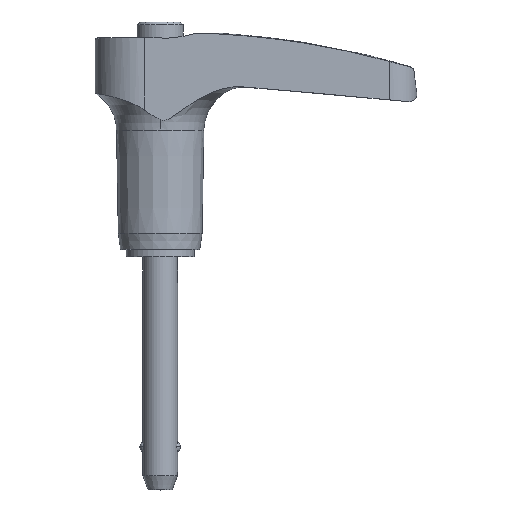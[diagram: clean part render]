
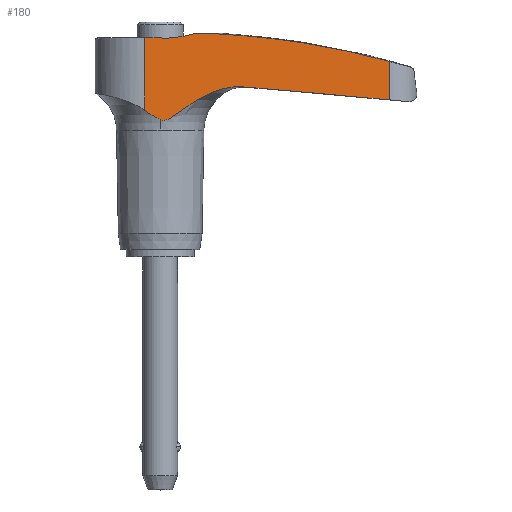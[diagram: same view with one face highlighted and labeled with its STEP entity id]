
A CAD part, top view. The second image highlights one B-rep face of the part: STEP entity #180.
In plain terms, the highlighted planar face has unit normal (0.068, 0, 0.998).
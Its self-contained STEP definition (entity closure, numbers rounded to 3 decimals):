
#180=ADVANCED_FACE('',(#369),#370,.T.);
#369=FACE_OUTER_BOUND('',#561,.T.);
#370=PLANE('',#562);
#561=EDGE_LOOP('',(#1029,#1030,#1031,#1032,#1033,#1034,#1035,#1036,#1037));
#562=AXIS2_PLACEMENT_3D('',#1038,#1039,#1040);
#1029=ORIENTED_EDGE('',*,*,#1302,.T.);
#1030=ORIENTED_EDGE('',*,*,#1259,.F.);
#1031=ORIENTED_EDGE('',*,*,#1175,.T.);
#1032=ORIENTED_EDGE('',*,*,#1169,.T.);
#1033=ORIENTED_EDGE('',*,*,#1250,.T.);
#1034=ORIENTED_EDGE('',*,*,#1201,.T.);
#1035=ORIENTED_EDGE('',*,*,#1341,.T.);
#1036=ORIENTED_EDGE('',*,*,#1342,.T.);
#1037=ORIENTED_EDGE('',*,*,#1273,.T.);
#1038=CARTESIAN_POINT('',(14.654,0.0,5.195));
#1039=DIRECTION('',(0.068,0.,0.998));
#1040=DIRECTION('',(0.998,0.,-0.068));
#1169=EDGE_CURVE('',#1398,#1399,#1400,.T.);
#1175=EDGE_CURVE('',#1409,#1398,#1410,.T.);
#1201=EDGE_CURVE('',#1459,#1457,#1460,.T.);
#1250=EDGE_CURVE('',#1399,#1459,#1534,.T.);
#1259=EDGE_CURVE('',#1409,#1542,#1545,.T.);
#1273=EDGE_CURVE('',#1564,#1565,#1566,.T.);
#1302=EDGE_CURVE('',#1565,#1542,#1606,.T.);
#1341=EDGE_CURVE('',#1457,#1650,#1651,.T.);
#1342=EDGE_CURVE('',#1650,#1564,#1652,.T.);
#1398=VERTEX_POINT('',#1741);
#1399=VERTEX_POINT('',#1742);
#1400=LINE('',#1743,#1744);
#1409=VERTEX_POINT('',#1753);
#1410=B_SPLINE_CURVE_WITH_KNOTS('',3,(#1754,#1755,#1756,#1757,#1758,#1759,#1760,#1761,#1762,#1763,#1764,#1765),.UNSPECIFIED.,.F.,.F.,(4,2,2,2,2,4),(35.54,36.518,37.569,38.261,38.753,38.998),.UNSPECIFIED.);
#1457=VERTEX_POINT('',#2001);
#1459=VERTEX_POINT('',#2014);
#1460=(B_SPLINE_CURVE(2,(#2016,#2017,#2018),.UNSPECIFIED.,.F.,.F.)B_SPLINE_CURVE_WITH_KNOTS((3,3),(0.0,63.151),.UNSPECIFIED.)RATIONAL_B_SPLINE_CURVE((1.0,5.195,1.0))BOUNDED_CURVE()REPRESENTATION_ITEM('')GEOMETRIC_REPRESENTATION_ITEM()CURVE());
#1534=B_SPLINE_CURVE_WITH_KNOTS('',3,(#2400,#2401,#2402,#2403,#2404,#2405,#2406,#2407,#2408,#2409,#2410,#2411,#2412,#2413,#2414,#2415,#2416,#2417,#2418,#2419,#2420,#2421,#2422,#2423,#2424,#2425,#2426,#2427,#2428,#2429,#2430,#2431,#2432,#2433),.UNSPECIFIED.,.F.,.F.,(4,2,2,2,2,2,2,2,2,2,2,2,2,2,2,2,4),(40.115,40.363,40.612,40.86,41.108,41.605,42.312,43.397,44.407,45.813,47.219,48.575,49.253,49.932,51.094,52.257,53.447),.UNSPECIFIED.);
#1542=VERTEX_POINT('',#2480);
#1545=LINE('',#2504,#2505);
#1564=VERTEX_POINT('',#2560);
#1565=VERTEX_POINT('',#2561);
#1566=CIRCLE('',#2562,14.625);
#1606=LINE('',#2735,#2736);
#1650=VERTEX_POINT('',#2912);
#1651=LINE('',#2913,#2914);
#1652=B_SPLINE_CURVE_WITH_KNOTS('',3,(#2915,#2916,#2917,#2918,#2919,#2920,#2921,#2922,#2923,#2924,#2925,#2926,#2927,#2928,#2929,#2930),.UNSPECIFIED.,.F.,.F.,(4,2,2,2,2,2,2,4),(301.19,307.013,312.836,318.66,324.483,330.306,336.129,341.952),.UNSPECIFIED.);
#1741=CARTESIAN_POINT('',(0.,18.892,6.19));
#1742=CARTESIAN_POINT('',(0.,18.821,6.19));
#1743=CARTESIAN_POINT('',(0.0,12.338,6.19));
#1744=VECTOR('',#2999,1.0);
#1753=CARTESIAN_POINT('',(-2.143,20.158,6.335));
#1754=CARTESIAN_POINT('',(-2.967,20.742,6.391));
#1755=CARTESIAN_POINT('',(-2.699,20.557,6.373));
#1756=CARTESIAN_POINT('',(-2.381,20.329,6.352));
#1757=CARTESIAN_POINT('',(-1.833,19.935,6.314));
#1758=CARTESIAN_POINT('',(-1.492,19.69,6.291));
#1759=CARTESIAN_POINT('',(-1.008,19.37,6.258));
#1760=CARTESIAN_POINT('',(-0.773,19.224,6.242));
#1761=CARTESIAN_POINT('',(-0.423,19.043,6.219));
#1762=CARTESIAN_POINT('',(-0.259,18.969,6.208));
#1763=CARTESIAN_POINT('',(-0.005,18.891,6.19));
#1764=CARTESIAN_POINT('',(0.081,18.871,6.184));
#1765=CARTESIAN_POINT('',(0.166,18.857,6.179));
#2001=CARTESIAN_POINT('',(31.451,21.561,4.055));
#2014=CARTESIAN_POINT('',(11.406,23.339,5.416));
#2016=CARTESIAN_POINT('',(-30.992,21.526,8.294));
#2017=CARTESIAN_POINT('',(0.418,24.405,6.162));
#2018=CARTESIAN_POINT('',(31.829,21.526,4.029));
#2400=CARTESIAN_POINT('',(-0.095,18.848,6.196));
#2401=CARTESIAN_POINT('',(-0.009,18.821,6.191));
#2402=CARTESIAN_POINT('',(0.078,18.8,6.185));
#2403=CARTESIAN_POINT('',(0.25,18.772,6.173));
#2404=CARTESIAN_POINT('',(0.336,18.765,6.167));
#2405=CARTESIAN_POINT('',(0.501,18.765,6.156));
#2406=CARTESIAN_POINT('',(0.587,18.772,6.15));
#2407=CARTESIAN_POINT('',(0.759,18.8,6.138));
#2408=CARTESIAN_POINT('',(0.846,18.821,6.132));
#2409=CARTESIAN_POINT('',(1.102,18.902,6.115));
#2410=CARTESIAN_POINT('',(1.267,18.978,6.104));
#2411=CARTESIAN_POINT('',(1.621,19.165,6.08));
#2412=CARTESIAN_POINT('',(1.859,19.317,6.064));
#2413=CARTESIAN_POINT('',(2.353,19.652,6.03));
#2414=CARTESIAN_POINT('',(2.701,19.909,6.007));
#2415=CARTESIAN_POINT('',(3.263,20.322,5.968));
#2416=CARTESIAN_POINT('',(3.589,20.561,5.946));
#2417=CARTESIAN_POINT('',(4.246,21.025,5.902));
#2418=CARTESIAN_POINT('',(4.672,21.313,5.873));
#2419=CARTESIAN_POINT('',(5.55,21.848,5.813));
#2420=CARTESIAN_POINT('',(6.,22.094,5.783));
#2421=CARTESIAN_POINT('',(6.828,22.493,5.726));
#2422=CARTESIAN_POINT('',(7.285,22.686,5.695));
#2423=CARTESIAN_POINT('',(7.987,22.925,5.648));
#2424=CARTESIAN_POINT('',(8.224,22.996,5.632));
#2425=CARTESIAN_POINT('',(8.692,23.119,5.6));
#2426=CARTESIAN_POINT('',(8.922,23.171,5.584));
#2427=CARTESIAN_POINT('',(9.524,23.284,5.543));
#2428=CARTESIAN_POINT('',(9.945,23.337,5.515));
#2429=CARTESIAN_POINT('',(10.791,23.376,5.457));
#2430=CARTESIAN_POINT('',(11.215,23.362,5.429));
#2431=CARTESIAN_POINT('',(11.993,23.278,5.376));
#2432=CARTESIAN_POINT('',(12.421,23.2,5.347));
#2433=CARTESIAN_POINT('',(12.836,23.081,5.318));
#2480=CARTESIAN_POINT('',(-2.143,30.09,6.335));
#2504=CARTESIAN_POINT('',(-2.143,0.0,6.335));
#2505=VECTOR('',#3101,1.0);
#2560=CARTESIAN_POINT('',(4.934,30.74,5.855));
#2561=CARTESIAN_POINT('',(-0.991,30.09,6.257));
#2562=AXIS2_PLACEMENT_3D('',#3119,#3120,#3121);
#2735=CARTESIAN_POINT('',(7.787,30.09,5.661));
#2736=VECTOR('',#3152,1.0);
#2912=CARTESIAN_POINT('',(31.451,26.858,4.055));
#2913=CARTESIAN_POINT('',(31.451,0.0,4.055));
#2914=VECTOR('',#3188,1.0);
#2915=CARTESIAN_POINT('',(37.043,25.188,3.675));
#2916=CARTESIAN_POINT('',(35.079,25.83,3.808));
#2917=CARTESIAN_POINT('',(33.077,26.425,3.944));
#2918=CARTESIAN_POINT('',(29.022,27.506,4.22));
#2919=CARTESIAN_POINT('',(26.97,27.992,4.359));
#2920=CARTESIAN_POINT('',(22.84,28.848,4.639));
#2921=CARTESIAN_POINT('',(20.761,29.217,4.78));
#2922=CARTESIAN_POINT('',(16.607,29.837,5.062));
#2923=CARTESIAN_POINT('',(14.531,30.087,5.203));
#2924=CARTESIAN_POINT('',(10.411,30.471,5.483));
#2925=CARTESIAN_POINT('',(8.366,30.605,5.622));
#2926=CARTESIAN_POINT('',(4.338,30.773,5.895));
#2927=CARTESIAN_POINT('',(2.355,30.807,6.03));
#2928=CARTESIAN_POINT('',(-1.518,30.807,6.293));
#2929=CARTESIAN_POINT('',(-3.501,30.773,6.428));
#2930=CARTESIAN_POINT('',(-5.515,30.689,6.564));
#2999=DIRECTION('',(0.,-1.0,0.));
#3101=DIRECTION('',(0.0,1.0,0.));
#3119=CARTESIAN_POINT('',(0.418,44.647,6.162));
#3120=DIRECTION('',(-0.068,0.,-0.998));
#3121=DIRECTION('',(0.,1.0,0.));
#3152=DIRECTION('',(-0.998,0.,0.068));
#3188=DIRECTION('',(0.0,1.0,0.));
